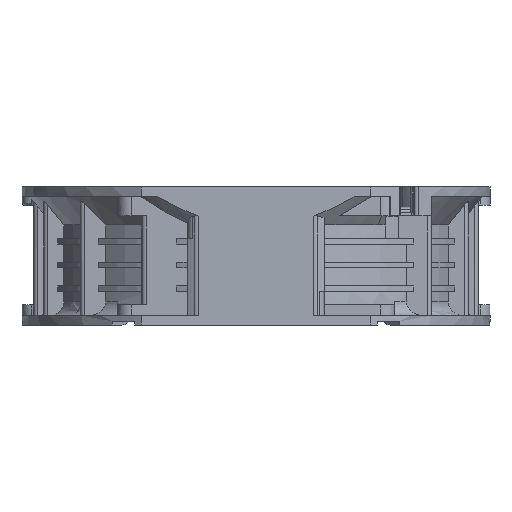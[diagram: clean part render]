
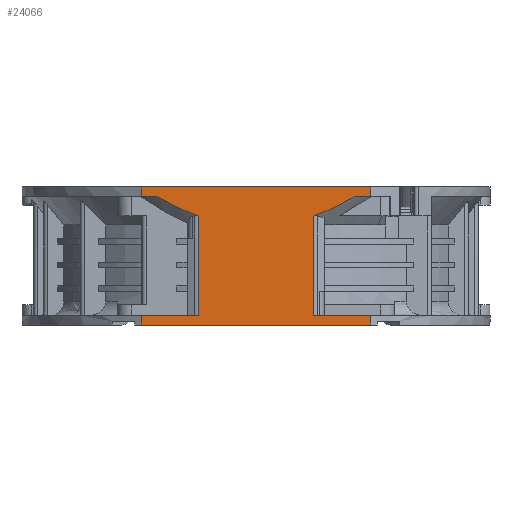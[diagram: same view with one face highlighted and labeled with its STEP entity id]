
A CAD part, front view. The second image highlights one B-rep face of the part: STEP entity #24066.
In plain terms, the highlighted planar face has unit normal (0, -1, 0).
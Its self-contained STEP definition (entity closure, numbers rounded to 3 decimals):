
#2610=DIRECTION('',(0.,0.,1.));
#2611=VECTOR('',#2610,36.568);
#2612=CARTESIAN_POINT('',(21.25,-75.,-47.299));
#2613=LINE('',#2612,#2611);
#2614=DIRECTION('',(1.,0.,0.));
#2615=VECTOR('',#2614,20.833);
#2616=CARTESIAN_POINT('',(21.25,-75.,-47.299));
#2617=LINE('',#2616,#2615);
#2618=DIRECTION('',(1.,0.,0.));
#2619=VECTOR('',#2618,20.833);
#2620=CARTESIAN_POINT('',(-42.083,-75.,-47.299));
#2621=LINE('',#2620,#2619);
#2622=CARTESIAN_POINT('',(-21.25,-75.,-10.731));
#2623=CARTESIAN_POINT('',(-23.123,-75.,-10.05));
#2624=CARTESIAN_POINT('',(-26.729,-75.,-8.572));
#2625=CARTESIAN_POINT('',(-31.666,-75.,-6.173));
#2626=CARTESIAN_POINT('',(-34.86,-75.,-4.409));
#2627=CARTESIAN_POINT('',(-36.42,-75.,-3.5));
#2629=DIRECTION('',(1.,0.,0.));
#2630=VECTOR('',#2629,84.167);
#2631=CARTESIAN_POINT('',(-42.083,-75.,0.));
#2632=LINE('',#2631,#2630);
#2633=CARTESIAN_POINT('',(36.42,-75.,-3.5));
#2634=CARTESIAN_POINT('',(34.871,-75.,-4.402));
#2635=CARTESIAN_POINT('',(31.694,-75.,-6.158));
#2636=CARTESIAN_POINT('',(26.76,-75.,-8.559));
#2637=CARTESIAN_POINT('',(23.136,-75.,-10.045));
#2638=CARTESIAN_POINT('',(21.25,-75.,-10.731));
#2668=DIRECTION('',(0.,0.,1.));
#2669=VECTOR('',#2668,3.5);
#2670=CARTESIAN_POINT('',(42.083,-75.,-50.799));
#2671=LINE('',#2670,#2669);
#3955=DIRECTION('',(0.,0.,-1.));
#3956=VECTOR('',#3955,3.5);
#3957=CARTESIAN_POINT('',(-42.083,-75.,0.));
#3958=LINE('',#3957,#3956);
#3973=DIRECTION('',(1.,0.,0.));
#3974=VECTOR('',#3973,5.663);
#3975=CARTESIAN_POINT('',(-42.083,-75.,-3.5));
#3976=LINE('',#3975,#3974);
#4146=DIRECTION('',(0.,0.,-1.));
#4147=VECTOR('',#4146,36.568);
#4148=CARTESIAN_POINT('',(-21.25,-75.,-10.731));
#4149=LINE('',#4148,#4147);
#4177=DIRECTION('',(0.,0.,-1.));
#4178=VECTOR('',#4177,3.5);
#4179=CARTESIAN_POINT('',(-42.083,-75.,-47.299));
#4180=LINE('',#4179,#4178);
#5851=DIRECTION('',(1.,0.,0.));
#5852=VECTOR('',#5851,84.167);
#5853=CARTESIAN_POINT('',(-42.083,-75.,-50.799));
#5854=LINE('',#5853,#5852);
#10838=DIRECTION('',(0.,0.,1.));
#10839=VECTOR('',#10838,3.5);
#10840=CARTESIAN_POINT('',(42.083,-75.,-3.5));
#10841=LINE('',#10840,#10839);
#10896=DIRECTION('',(1.,0.,0.));
#10897=VECTOR('',#10896,5.663);
#10898=CARTESIAN_POINT('',(36.42,-75.,-3.5));
#10899=LINE('',#10898,#10897);
#17806=CARTESIAN_POINT('',(42.083,-75.,0.));
#17807=VERTEX_POINT('',#17806);
#17808=CARTESIAN_POINT('',(-42.083,-75.,0.));
#17809=VERTEX_POINT('',#17808);
#18082=CARTESIAN_POINT('',(42.083,-75.,-47.299));
#18084=VERTEX_POINT('',#18082);
#18109=CARTESIAN_POINT('',(42.083,-75.,-50.799));
#18110=VERTEX_POINT('',#18109);
#18123=CARTESIAN_POINT('',(21.25,-75.,-47.299));
#18124=VERTEX_POINT('',#18123);
#18132=CARTESIAN_POINT('',(21.25,-75.,-10.731));
#18133=VERTEX_POINT('',#18132);
#18134=CARTESIAN_POINT('',(-42.083,-75.,-50.799));
#18135=VERTEX_POINT('',#18134);
#18136=CARTESIAN_POINT('',(-42.083,-75.,-47.299));
#18137=VERTEX_POINT('',#18136);
#18138=CARTESIAN_POINT('',(-21.25,-75.,-47.299));
#18139=VERTEX_POINT('',#18138);
#18140=CARTESIAN_POINT('',(-21.25,-75.,-10.731));
#18141=VERTEX_POINT('',#18140);
#18142=VERTEX_POINT('',#2627);
#18143=CARTESIAN_POINT('',(-42.083,-75.,-3.5));
#18144=VERTEX_POINT('',#18143);
#18145=CARTESIAN_POINT('',(42.083,-75.,-3.5));
#18146=VERTEX_POINT('',#18145);
#18147=CARTESIAN_POINT('',(36.42,-75.,-3.5));
#18148=VERTEX_POINT('',#18147);
#24034=CARTESIAN_POINT('',(-47.032,-75.,0.));
#24035=DIRECTION('',(0.,-1.,0.));
#24036=DIRECTION('',(1.,0.,0.));
#24037=AXIS2_PLACEMENT_3D('',#24034,#24035,#24036);
#24038=PLANE('',#24037);
#24039=ORIENTED_EDGE('',*,*,#24027,.F.);
#24040=ORIENTED_EDGE('',*,*,#23997,.T.);
#24042=ORIENTED_EDGE('',*,*,#24041,.F.);
#24044=ORIENTED_EDGE('',*,*,#24043,.F.);
#24046=ORIENTED_EDGE('',*,*,#24045,.F.);
#24048=ORIENTED_EDGE('',*,*,#24047,.T.);
#24050=ORIENTED_EDGE('',*,*,#24049,.F.);
#24052=ORIENTED_EDGE('',*,*,#24051,.T.);
#24054=ORIENTED_EDGE('',*,*,#24053,.F.);
#24056=ORIENTED_EDGE('',*,*,#24055,.F.);
#24057=ORIENTED_EDGE('',*,*,#23117,.T.);
#24059=ORIENTED_EDGE('',*,*,#24058,.F.);
#24061=ORIENTED_EDGE('',*,*,#24060,.F.);
#24063=ORIENTED_EDGE('',*,*,#24062,.T.);
#24064=EDGE_LOOP('',(#24039,#24040,#24042,#24044,#24046,#24048,#24050,#24052,
#24054,#24056,#24057,#24059,#24061,#24063));
#24065=FACE_OUTER_BOUND('',#24064,.F.);
#24066=ADVANCED_FACE('',(#24065),#24038,.T.);
#2628=B_SPLINE_CURVE_WITH_KNOTS('',3,(#2622,#2623,#2624,#2625,#2626,#2627),
.UNSPECIFIED.,.F.,.F.,(4,1,1,4),(0.,0.333,0.667,1.),
.UNSPECIFIED.);
#2639=B_SPLINE_CURVE_WITH_KNOTS('',3,(#2633,#2634,#2635,#2636,#2637,#2638),
.UNSPECIFIED.,.F.,.F.,(4,1,1,4),(0.,0.333,0.667,1.),
.UNSPECIFIED.);
#23117=EDGE_CURVE('',#17809,#17807,#2632,.T.);
#23997=EDGE_CURVE('',#18124,#18084,#2617,.T.);
#24027=EDGE_CURVE('',#18124,#18133,#2613,.T.);
#24041=EDGE_CURVE('',#18110,#18084,#2671,.T.);
#24043=EDGE_CURVE('',#18135,#18110,#5854,.T.);
#24045=EDGE_CURVE('',#18137,#18135,#4180,.T.);
#24047=EDGE_CURVE('',#18137,#18139,#2621,.T.);
#24049=EDGE_CURVE('',#18141,#18139,#4149,.T.);
#24051=EDGE_CURVE('',#18141,#18142,#2628,.T.);
#24053=EDGE_CURVE('',#18144,#18142,#3976,.T.);
#24055=EDGE_CURVE('',#17809,#18144,#3958,.T.);
#24058=EDGE_CURVE('',#18146,#17807,#10841,.T.);
#24060=EDGE_CURVE('',#18148,#18146,#10899,.T.);
#24062=EDGE_CURVE('',#18148,#18133,#2639,.T.);
